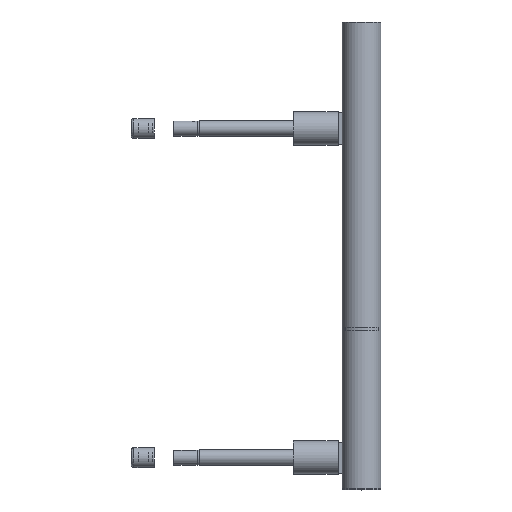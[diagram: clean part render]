
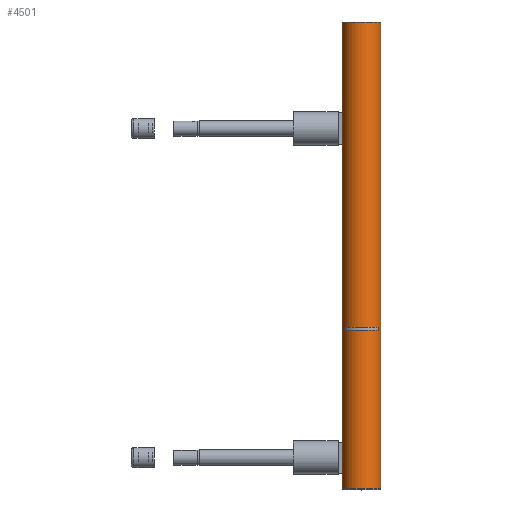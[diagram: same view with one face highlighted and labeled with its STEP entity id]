
A CAD part, top view. The second image highlights one B-rep face of the part: STEP entity #4501.
In plain terms, the highlighted cylindrical face has radius 10 mm (diameter 20 mm), a full revolution.
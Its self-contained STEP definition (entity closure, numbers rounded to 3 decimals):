
#284=CYLINDRICAL_SURFACE('',#5134,10.);
#399=FACE_OUTER_BOUND('',#654,.T.);
#654=EDGE_LOOP('',(#3085,#3086,#3087,#3088));
#927=LINE('',#7224,#1332);
#1332=VECTOR('',#5718,10.);
#1734=CIRCLE('',#5135,10.);
#1735=CIRCLE('',#5136,10.);
#1978=VERTEX_POINT('',#7221);
#1979=VERTEX_POINT('',#7223);
#2418=EDGE_CURVE('',#1978,#1978,#1734,.T.);
#2419=EDGE_CURVE('',#1978,#1979,#927,.T.);
#2420=EDGE_CURVE('',#1979,#1979,#1735,.T.);
#3085=ORIENTED_EDGE('',*,*,#2418,.T.);
#3086=ORIENTED_EDGE('',*,*,#2419,.T.);
#3087=ORIENTED_EDGE('',*,*,#2420,.F.);
#3088=ORIENTED_EDGE('',*,*,#2419,.F.);
#4501=ADVANCED_FACE('',(#399),#284,.T.);
#5134=AXIS2_PLACEMENT_3D('',#7220,#5714,#5715);
#5135=AXIS2_PLACEMENT_3D('',#7222,#5716,#5717);
#5136=AXIS2_PLACEMENT_3D('',#7225,#5719,#5720);
#5714=DIRECTION('center_axis',(0.,0.,1.));
#5715=DIRECTION('ref_axis',(-1.,0.,0.));
#5716=DIRECTION('center_axis',(0.,0.,-1.));
#5717=DIRECTION('ref_axis',(-1.,0.,0.));
#5718=DIRECTION('',(0.,0.,-1.));
#5719=DIRECTION('center_axis',(0.,0.,-1.));
#5720=DIRECTION('ref_axis',(-1.,0.,0.));
#7220=CARTESIAN_POINT('Origin',(0.,0.,0.));
#7221=CARTESIAN_POINT('',(10.,0.,240.));
#7222=CARTESIAN_POINT('Origin',(0.,0.,240.));
#7223=CARTESIAN_POINT('',(10.,0.,0.));
#7224=CARTESIAN_POINT('',(10.,0.,0.));
#7225=CARTESIAN_POINT('Origin',(0.,0.,0.));
